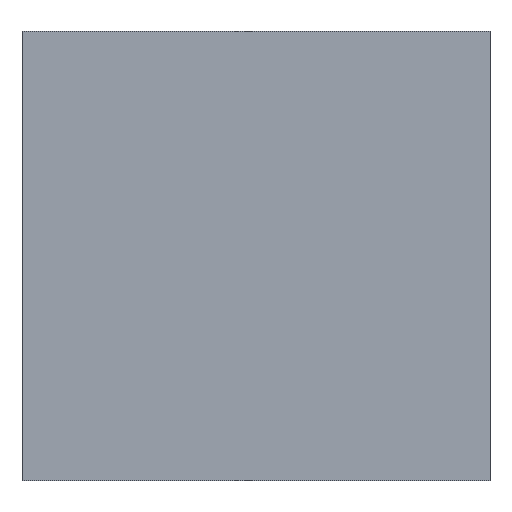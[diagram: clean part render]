
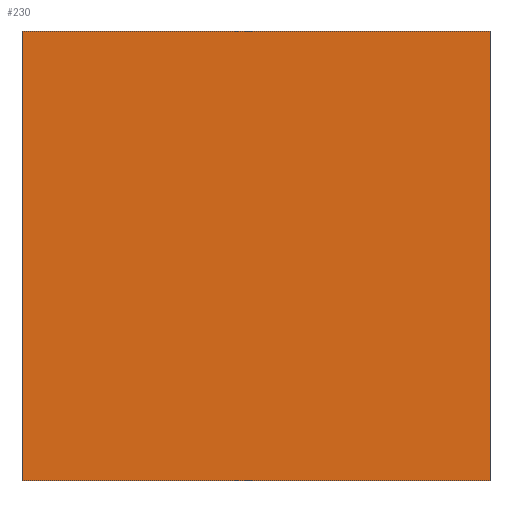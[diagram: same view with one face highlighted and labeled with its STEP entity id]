
A CAD part, front view. The second image highlights one B-rep face of the part: STEP entity #230.
In plain terms, the highlighted planar face has unit normal (0, -1, 0).
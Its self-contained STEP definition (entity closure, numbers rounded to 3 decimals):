
#24=FACE_OUTER_BOUND('',#36,.T.);
#36=EDGE_LOOP('',(#185,#186,#187,#188));
#40=LINE('',#321,#70);
#66=LINE('',#372,#96);
#67=LINE('',#374,#97);
#68=LINE('',#375,#98);
#70=VECTOR('',#264,10.);
#96=VECTOR('',#306,10.);
#97=VECTOR('',#309,10.);
#98=VECTOR('',#310,10.);
#99=VERTEX_POINT('',#317);
#101=VERTEX_POINT('',#320);
#117=VERTEX_POINT('',#368);
#118=VERTEX_POINT('',#370);
#120=EDGE_CURVE('',#99,#101,#40,.T.);
#146=EDGE_CURVE('',#117,#118,#66,.T.);
#147=EDGE_CURVE('',#99,#117,#67,.T.);
#148=EDGE_CURVE('',#101,#118,#68,.T.);
#185=ORIENTED_EDGE('',*,*,#147,.T.);
#186=ORIENTED_EDGE('',*,*,#146,.T.);
#187=ORIENTED_EDGE('',*,*,#148,.F.);
#188=ORIENTED_EDGE('',*,*,#120,.F.);
#218=PLANE('',#256);
#230=ADVANCED_FACE('',(#24),#218,.T.);
#256=AXIS2_PLACEMENT_3D('',#373,#307,#308);
#264=DIRECTION('',(1.,0.,0.));
#306=DIRECTION('',(1.,0.,0.));
#307=DIRECTION('center_axis',(0.,-1.,0.));
#308=DIRECTION('ref_axis',(0.,0.,-1.));
#309=DIRECTION('',(0.,0.,-1.));
#310=DIRECTION('',(0.,0.,-1.));
#317=CARTESIAN_POINT('',(113.7,-124.556,4.801));
#320=CARTESIAN_POINT('',(123.7,-124.556,4.801));
#321=CARTESIAN_POINT('',(113.7,-124.556,4.801));
#368=CARTESIAN_POINT('',(113.7,-124.556,-4.799));
#370=CARTESIAN_POINT('',(123.7,-124.556,-4.799));
#372=CARTESIAN_POINT('',(113.7,-124.556,-4.799));
#373=CARTESIAN_POINT('Origin',(113.7,-124.556,4.801));
#374=CARTESIAN_POINT('',(113.7,-124.556,4.801));
#375=CARTESIAN_POINT('',(123.7,-124.556,4.801));
